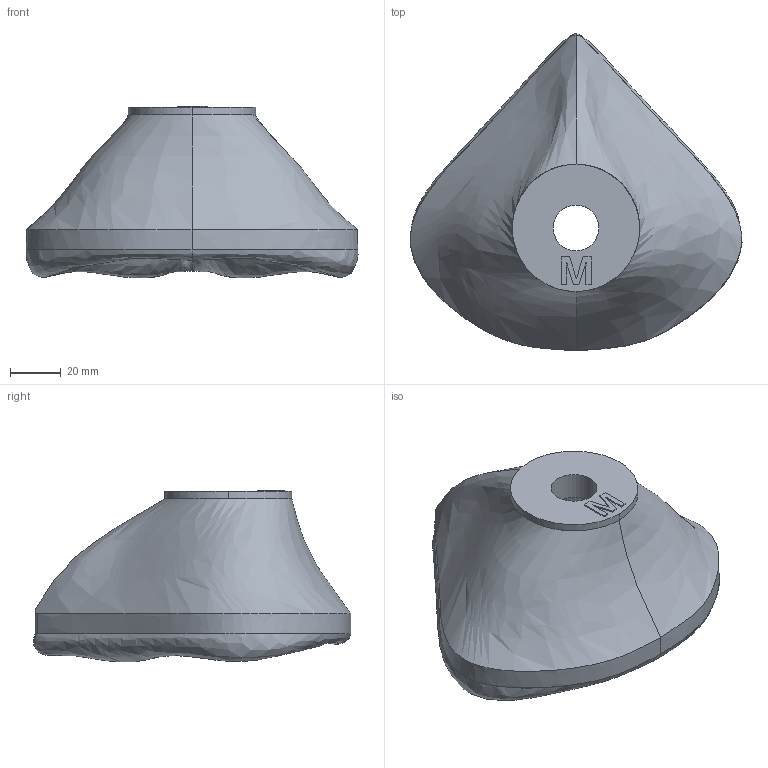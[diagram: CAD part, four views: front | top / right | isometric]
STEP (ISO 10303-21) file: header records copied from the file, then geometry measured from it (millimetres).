
FILE_DESCRIPTION( ( '' ), ' ' );
FILE_NAME( '5e9410caf20f051573a3f095.step', '2020-04-13T07:12:10', ( '' ), ( '' ), ' ', ' ', ' ' );
FILE_SCHEMA( ( 'AUTOMOTIVE_DESIGN { 1 0 10303 214 1 1 1 1 }' ) );
Length unit declared in the file: metre
Products named in the file (1): Silicone mask (step 1)
Bounding box: 130.39 x 124.64 x 67.52 mm (x, y, z)
Volume: 132366.5 mm3; surface area: 53599.3 mm2
Topology: 1 solids, 1 shells, 73 faces, 180 edges, 110 vertices
Faces by surface type: plane 33, bspline 28, extrusion 9, cylinder 3
Full cylindrical faces by diameter (mm): 18 x1
Entity records: 11884 total; most frequent: CARTESIAN_POINT 9894, ORIENTED_EDGE 358, EDGE_CURVE 179, DIRECTION 148, B_SPLINE_CURVE_WITH_KNOTS 129, VERTEX_POINT 110, EDGE_LOOP 77, FACE_OUTER_BOUND 74
